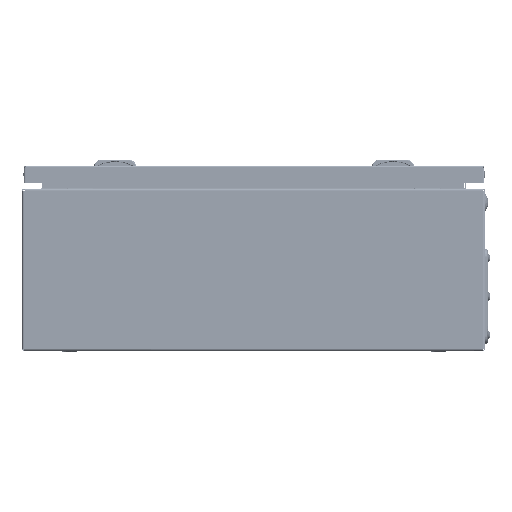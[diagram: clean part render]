
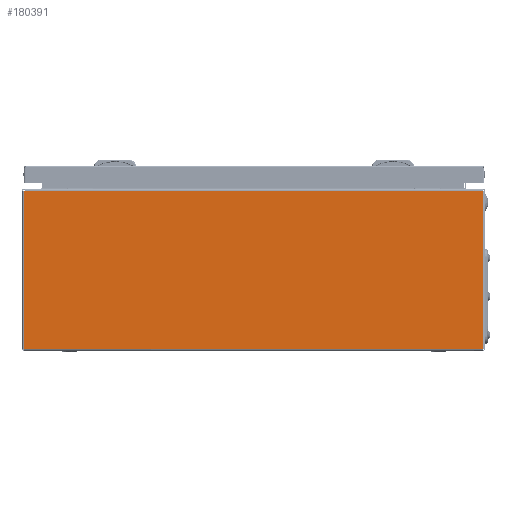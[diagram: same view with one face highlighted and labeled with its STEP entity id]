
A CAD part, left-side view. The second image highlights one B-rep face of the part: STEP entity #180391.
In plain terms, the highlighted planar face has unit normal (-1, 0, 0).
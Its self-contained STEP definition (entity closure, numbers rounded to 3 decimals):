
#1974 = CARTESIAN_POINT ( 'NONE',  ( -1.2, -85.1, 248.8 ) ) ;
#5863 = VERTEX_POINT ( 'NONE', #347993 ) ;
#11364 = CARTESIAN_POINT ( 'NONE',  ( -1.2, 85.1, -247.3 ) ) ;
#15220 = LINE ( 'NONE', #314311, #309582 ) ;
#20411 = EDGE_CURVE ( 'NONE', #39248, #5863, #68854, .T. ) ;
#26815 = DIRECTION ( 'NONE',  ( 0., -1., 0. ) ) ;
#30572 = CARTESIAN_POINT ( 'NONE',  ( -1.2, 85.1, 248.8 ) ) ;
#31607 = DIRECTION ( 'NONE',  ( 0., 0., -1. ) ) ;
#31886 = PLANE ( 'NONE',  #201223 ) ;
#36020 = VERTEX_POINT ( 'NONE', #173061 ) ;
#39248 = VERTEX_POINT ( 'NONE', #41337 ) ;
#41337 = CARTESIAN_POINT ( 'NONE',  ( -1.2, -85.1, -247.55 ) ) ;
#52552 = VERTEX_POINT ( 'NONE', #11364 ) ;
#62392 = ORIENTED_EDGE ( 'NONE', *, *, #195601, .F. ) ;
#64973 = LINE ( 'NONE', #180132, #143142 ) ;
#68854 = LINE ( 'NONE', #216746, #206694 ) ;
#79860 = ORIENTED_EDGE ( 'NONE', *, *, #138248, .T. ) ;
#88840 = FACE_OUTER_BOUND ( 'NONE', #196439, .T. ) ;
#89345 = DIRECTION ( 'NONE',  ( 0., 0., 1. ) ) ;
#108495 = ORIENTED_EDGE ( 'NONE', *, *, #211305, .F. ) ;
#118330 = ORIENTED_EDGE ( 'NONE', *, *, #269421, .F. ) ;
#119321 = DIRECTION ( 'NONE',  ( 0., 0., 1. ) ) ;
#127336 = LINE ( 'NONE', #30572, #283581 ) ;
#138248 = EDGE_CURVE ( 'NONE', #39248, #36020, #358281, .T. ) ;
#143142 = VECTOR ( 'NONE', #209623, 1000. ) ;
#146081 = VECTOR ( 'NONE', #26815, 1000. ) ;
#150113 = CARTESIAN_POINT ( 'NONE',  ( -1.2, -85.1, 247. ) ) ;
#150174 = CARTESIAN_POINT ( 'NONE',  ( -1.2, -85.1, -248.8 ) ) ;
#151034 = LINE ( 'NONE', #1974, #298152 ) ;
#154834 = VERTEX_POINT ( 'NONE', #369130 ) ;
#167834 = DIRECTION ( 'NONE',  ( 0., 0., -1. ) ) ;
#173061 = CARTESIAN_POINT ( 'NONE',  ( -1.2, -85.1, 246.95 ) ) ;
#179700 = DIRECTION ( 'NONE',  ( 0., 0., -1. ) ) ;
#180132 = CARTESIAN_POINT ( 'NONE',  ( -1.2, 85.1, -247.6 ) ) ;
#180391 = ADVANCED_FACE ( 'NONE', ( #88840 ), #31886, .F. ) ;
#193240 = CARTESIAN_POINT ( 'NONE',  ( -1.2, 85.1, -247.6 ) ) ;
#195601 = EDGE_CURVE ( 'NONE', #270752, #52552, #127336, .T. ) ;
#196439 = EDGE_LOOP ( 'NONE', ( #118330, #234891, #62392, #256717, #258718, #79860, #108495 ) ) ;
#201223 = AXIS2_PLACEMENT_3D ( 'NONE', #150174, #355772, #179700 ) ;
#201633 = CARTESIAN_POINT ( 'NONE',  ( -1.2, 85.1, 247. ) ) ;
#201877 = VECTOR ( 'NONE', #89345, 1000. ) ;
#206694 = VECTOR ( 'NONE', #328539, 1000. ) ;
#209623 = DIRECTION ( 'NONE',  ( 0., -1., 0. ) ) ;
#211305 = EDGE_CURVE ( 'NONE', #343878, #36020, #151034, .T. ) ;
#216746 = CARTESIAN_POINT ( 'NONE',  ( -1.2, -85.1, 248.8 ) ) ;
#224166 = LINE ( 'NONE', #201633, #146081 ) ;
#234891 = ORIENTED_EDGE ( 'NONE', *, *, #362342, .T. ) ;
#256717 = ORIENTED_EDGE ( 'NONE', *, *, #352764, .T. ) ;
#258718 = ORIENTED_EDGE ( 'NONE', *, *, #20411, .F. ) ;
#269421 = EDGE_CURVE ( 'NONE', #154834, #343878, #224166, .T. ) ;
#270752 = VERTEX_POINT ( 'NONE', #193240 ) ;
#283581 = VECTOR ( 'NONE', #119321, 1000. ) ;
#298152 = VECTOR ( 'NONE', #31607, 1000. ) ;
#309582 = VECTOR ( 'NONE', #167834, 1000. ) ;
#314311 = CARTESIAN_POINT ( 'NONE',  ( -1.2, 85.1, 247. ) ) ;
#324537 = CARTESIAN_POINT ( 'NONE',  ( -1.2, -85.1, -247.55 ) ) ;
#328539 = DIRECTION ( 'NONE',  ( 0., 0., -1. ) ) ;
#343878 = VERTEX_POINT ( 'NONE', #150113 ) ;
#347993 = CARTESIAN_POINT ( 'NONE',  ( -1.2, -85.1, -247.6 ) ) ;
#352764 = EDGE_CURVE ( 'NONE', #270752, #5863, #64973, .T. ) ;
#355772 = DIRECTION ( 'NONE',  ( 1., 0., 0. ) ) ;
#358281 = LINE ( 'NONE', #324537, #201877 ) ;
#362342 = EDGE_CURVE ( 'NONE', #154834, #52552, #15220, .T. ) ;
#369130 = CARTESIAN_POINT ( 'NONE',  ( -1.2, 85.1, 247. ) ) ;
